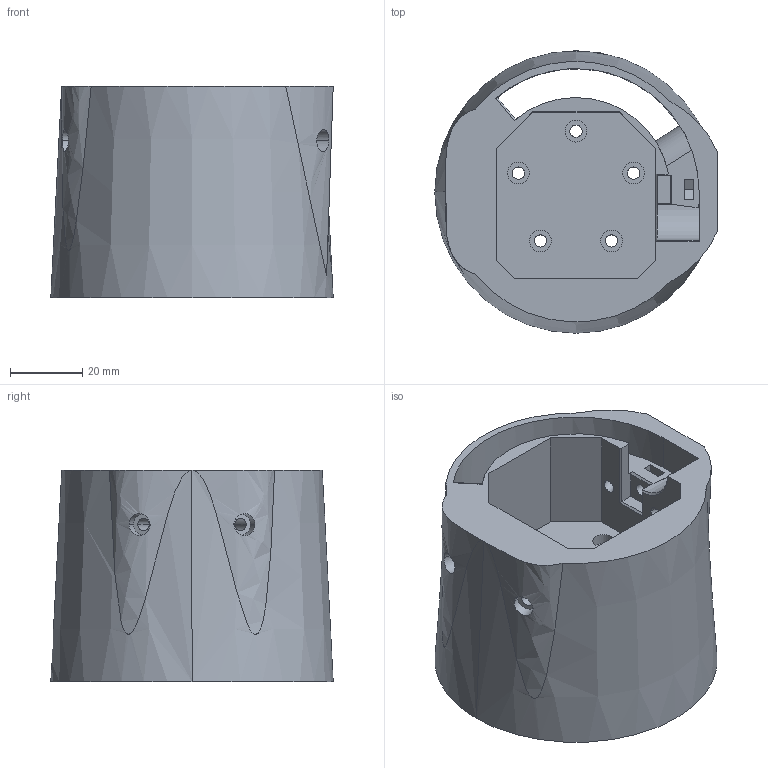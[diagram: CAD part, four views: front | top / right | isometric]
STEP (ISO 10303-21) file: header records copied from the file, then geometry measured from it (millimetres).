
FILE_DESCRIPTION (( 'STEP AP214' ), '1' );
FILE_NAME ('middle_arm.STEP', '2025-05-27T14:01:18', ( '' ), ( '' ), 'SwSTEP 2.0', 'SolidWorks 2025', '' );
FILE_SCHEMA (( 'AUTOMOTIVE_DESIGN' ));
Length unit declared in the file: millimetre
Products named in the file (1): middle_arm_default
Bounding box: 78 x 78 x 58.4 mm (x, y, z)
Volume: 156935.1 mm3; surface area: 41012.3 mm2
Topology: 1 solids, 1 shells, 132 faces, 344 edges, 226 vertices
Faces by surface type: plane 56, cylinder 55, bspline 12, cone 9
Entity records: 5853 total; most frequent: CARTESIAN_POINT 2688, ORIENTED_EDGE 684, DIRECTION 594, EDGE_CURVE 342, VERTEX_POINT 226, AXIS2_PLACEMENT_3D 219, EDGE_LOOP 168, LINE 156
